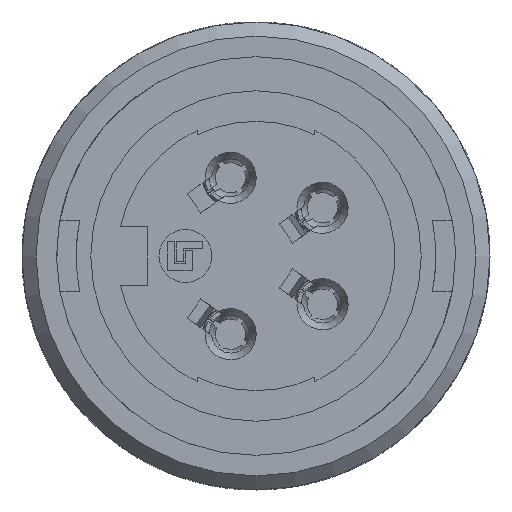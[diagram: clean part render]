
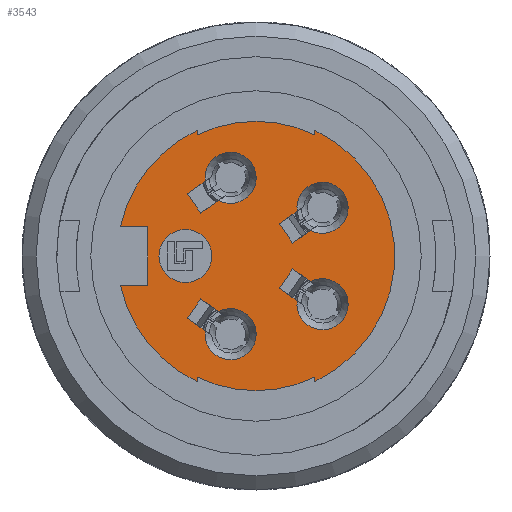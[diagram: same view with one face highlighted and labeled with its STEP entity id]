
A CAD part, left-side view. The second image highlights one B-rep face of the part: STEP entity #3543.
In plain terms, the highlighted planar face has unit normal (-1, 0, 0).
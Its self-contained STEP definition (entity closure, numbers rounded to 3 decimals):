
#607=PLANE('',#13486);
#1316=LINE('',#17435,#2204);
#1336=LINE('',#17553,#2224);
#1367=LINE('',#18112,#2255);
#1996=LINE('',#21156,#2884);
#2000=LINE('',#21166,#2888);
#2002=LINE('',#21170,#2890);
#2006=LINE('',#21180,#2894);
#2049=LINE('',#21273,#2937);
#2055=LINE('',#21291,#2943);
#2056=LINE('',#21293,#2944);
#2062=LINE('',#21308,#2950);
#2065=LINE('',#21314,#2953);
#2074=LINE('',#21344,#2962);
#2075=LINE('',#21346,#2963);
#2077=LINE('',#21356,#2965);
#2081=LINE('',#21367,#2969);
#2083=LINE('',#21377,#2971);
#2086=LINE('',#21383,#2974);
#2088=LINE('',#21387,#2976);
#2204=VECTOR('',#13879,1.);
#2224=VECTOR('',#13925,1.);
#2255=VECTOR('',#14074,1.);
#2884=VECTOR('',#16069,1.);
#2888=VECTOR('',#16079,1.);
#2890=VECTOR('',#16083,1.);
#2894=VECTOR('',#16093,1.);
#2937=VECTOR('',#16174,1.);
#2943=VECTOR('',#16182,1.);
#2944=VECTOR('',#16185,1.);
#2950=VECTOR('',#16193,1.);
#2953=VECTOR('',#16198,1.);
#2962=VECTOR('',#16209,1.);
#2963=VECTOR('',#16212,1.);
#2965=VECTOR('',#16228,1.);
#2969=VECTOR('',#16234,1.);
#2971=VECTOR('',#16250,1.);
#2974=VECTOR('',#16255,1.);
#2976=VECTOR('',#16259,1.);
#3543=ADVANCED_FACE('',(#4353,#4354,#4355,#4356,#4357,#4358),#607,.T.);
#4353=FACE_BOUND('',#4864,.T.);
#4354=FACE_BOUND('',#4865,.T.);
#4355=FACE_BOUND('',#4866,.T.);
#4356=FACE_BOUND('',#4867,.T.);
#4357=FACE_BOUND('',#4868,.T.);
#4358=FACE_BOUND('',#4869,.T.);
#4864=EDGE_LOOP('',(#7777,#7778,#7779,#7780,#7781,#7782,#7783,#7784,#7785,
#7786,#7787,#7788));
#4865=EDGE_LOOP('',(#7789));
#4866=EDGE_LOOP('',(#7790,#7791,#7792,#7793));
#4867=EDGE_LOOP('',(#7794,#7795,#7796,#7797));
#4868=EDGE_LOOP('',(#7798,#7799,#7800,#7801));
#4869=EDGE_LOOP('',(#7802,#7803,#7804,#7805));
#7777=ORIENTED_EDGE('',*,*,#11567,.F.);
#7778=ORIENTED_EDGE('',*,*,#11675,.F.);
#7779=ORIENTED_EDGE('',*,*,#11569,.F.);
#7780=ORIENTED_EDGE('',*,*,#11572,.F.);
#7781=ORIENTED_EDGE('',*,*,#11574,.F.);
#7782=ORIENTED_EDGE('',*,*,#11676,.F.);
#7783=ORIENTED_EDGE('',*,*,#11664,.F.);
#7784=ORIENTED_EDGE('',*,*,#11667,.F.);
#7785=ORIENTED_EDGE('',*,*,#11669,.F.);
#7786=ORIENTED_EDGE('',*,*,#11670,.F.);
#7787=ORIENTED_EDGE('',*,*,#11562,.F.);
#7788=ORIENTED_EDGE('',*,*,#11565,.F.);
#7789=ORIENTED_EDGE('',*,*,#11616,.T.);
#7790=ORIENTED_EDGE('',*,*,#11627,.T.);
#7791=ORIENTED_EDGE('',*,*,#11619,.T.);
#7792=ORIENTED_EDGE('',*,*,#11626,.T.);
#7793=ORIENTED_EDGE('',*,*,#11650,.T.);
#7794=ORIENTED_EDGE('',*,*,#11648,.F.);
#7795=ORIENTED_EDGE('',*,*,#11661,.T.);
#7796=ORIENTED_EDGE('',*,*,#11637,.F.);
#7797=ORIENTED_EDGE('',*,*,#11634,.F.);
#7798=ORIENTED_EDGE('',*,*,#11654,.T.);
#7799=ORIENTED_EDGE('',*,*,#11659,.T.);
#7800=ORIENTED_EDGE('',*,*,#11671,.T.);
#7801=ORIENTED_EDGE('',*,*,#10411,.T.);
#7802=ORIENTED_EDGE('',*,*,#11674,.T.);
#7803=ORIENTED_EDGE('',*,*,#10304,.F.);
#7804=ORIENTED_EDGE('',*,*,#11649,.F.);
#7805=ORIENTED_EDGE('',*,*,#10265,.F.);
#8979=VERTEX_POINT('',#17434);
#8980=VERTEX_POINT('',#17436);
#9017=VERTEX_POINT('',#17552);
#9018=VERTEX_POINT('',#17554);
#9095=VERTEX_POINT('',#18111);
#9096=VERTEX_POINT('',#18113);
#9882=VERTEX_POINT('',#21155);
#9883=VERTEX_POINT('',#21157);
#9884=VERTEX_POINT('',#21161);
#9885=VERTEX_POINT('',#21165);
#9886=VERTEX_POINT('',#21169);
#9887=VERTEX_POINT('',#21171);
#9888=VERTEX_POINT('',#21175);
#9889=VERTEX_POINT('',#21179);
#9919=VERTEX_POINT('',#21267);
#9920=VERTEX_POINT('',#21272);
#9921=VERTEX_POINT('',#21274);
#9924=VERTEX_POINT('',#21290);
#9925=VERTEX_POINT('',#21294);
#9928=VERTEX_POINT('',#21307);
#9929=VERTEX_POINT('',#21309);
#9931=VERTEX_POINT('',#21315);
#9936=VERTEX_POINT('',#21343);
#9937=VERTEX_POINT('',#21355);
#9939=VERTEX_POINT('',#21366);
#9940=VERTEX_POINT('',#21376);
#9941=VERTEX_POINT('',#21378);
#9942=VERTEX_POINT('',#21382);
#9943=VERTEX_POINT('',#21386);
#10265=EDGE_CURVE('',#8979,#8980,#1316,.T.);
#10304=EDGE_CURVE('',#9017,#9018,#1336,.T.);
#10411=EDGE_CURVE('',#9096,#9095,#1367,.T.);
#11562=EDGE_CURVE('',#9882,#9883,#1996,.T.);
#11565=EDGE_CURVE('',#9884,#9882,#12497,.T.);
#11567=EDGE_CURVE('',#9885,#9884,#2000,.T.);
#11569=EDGE_CURVE('',#9886,#9887,#2002,.T.);
#11572=EDGE_CURVE('',#9888,#9886,#12498,.T.);
#11574=EDGE_CURVE('',#9889,#9888,#2006,.T.);
#11616=EDGE_CURVE('',#9919,#9919,#12500,.T.);
#11619=EDGE_CURVE('',#9921,#9920,#2049,.T.);
#11626=EDGE_CURVE('',#9920,#9924,#2055,.T.);
#11627=EDGE_CURVE('',#9925,#9921,#2056,.T.);
#11634=EDGE_CURVE('',#9928,#9929,#2062,.T.);
#11637=EDGE_CURVE('',#9929,#9931,#2065,.T.);
#11648=EDGE_CURVE('',#9936,#9928,#2074,.T.);
#11649=EDGE_CURVE('',#8980,#9017,#2075,.T.);
#11650=EDGE_CURVE('',#9924,#9925,#12501,.T.);
#11654=EDGE_CURVE('',#9095,#9937,#2077,.T.);
#11659=EDGE_CURVE('',#9937,#9939,#2081,.T.);
#11661=EDGE_CURVE('',#9936,#9931,#12505,.T.);
#11664=EDGE_CURVE('',#9940,#9941,#2083,.T.);
#11667=EDGE_CURVE('',#9942,#9940,#2086,.T.);
#11669=EDGE_CURVE('',#9943,#9942,#2088,.T.);
#11670=EDGE_CURVE('',#9883,#9943,#12507,.T.);
#11671=EDGE_CURVE('',#9939,#9096,#12508,.T.);
#11674=EDGE_CURVE('',#8979,#9018,#12511,.T.);
#11675=EDGE_CURVE('',#9887,#9885,#12512,.T.);
#11676=EDGE_CURVE('',#9941,#9889,#12513,.T.);
#12497=CIRCLE('',#13425,5.725);
#12498=CIRCLE('',#13429,5.725);
#12500=CIRCLE('',#13447,1.125);
#12501=CIRCLE('',#13457,1.089);
#12505=CIRCLE('',#13466,1.089);
#12507=CIRCLE('',#13474,5.9);
#12508=CIRCLE('',#13476,1.089);
#12511=CIRCLE('',#13481,1.089);
#12512=CIRCLE('',#13484,5.9);
#12513=CIRCLE('',#13485,5.9);
#13425=AXIS2_PLACEMENT_3D('',#21162,#16074,#16075);
#13429=AXIS2_PLACEMENT_3D('',#21176,#16088,#16089);
#13447=AXIS2_PLACEMENT_3D('',#21266,#16166,#16167);
#13457=AXIS2_PLACEMENT_3D('',#21348,#16215,#16216);
#13466=AXIS2_PLACEMENT_3D('',#21370,#16239,#16240);
#13474=AXIS2_PLACEMENT_3D('',#21389,#16262,#16263);
#13476=AXIS2_PLACEMENT_3D('',#21391,#16266,#16267);
#13481=AXIS2_PLACEMENT_3D('',#21396,#16276,#16277);
#13484=AXIS2_PLACEMENT_3D('',#21399,#16282,#16283);
#13485=AXIS2_PLACEMENT_3D('',#21400,#16284,#16285);
#13486=AXIS2_PLACEMENT_3D('',#21401,#16286,#16287);
#13879=DIRECTION('',(0.,0.819,-0.574));
#13925=DIRECTION('',(0.,-0.819,0.574));
#14074=DIRECTION('',(0.,0.819,0.574));
#16069=DIRECTION('',(0.,0.,-1.));
#16074=DIRECTION('',(1.,0.,0.));
#16075=DIRECTION('',(0.,1.,0.));
#16079=DIRECTION('',(0.,0.,1.));
#16083=DIRECTION('',(0.,0.,1.));
#16088=DIRECTION('',(1.,0.,0.));
#16089=DIRECTION('',(0.,-1.,0.));
#16093=DIRECTION('',(0.,0.,-1.));
#16166=DIRECTION('',(1.,0.,0.));
#16167=DIRECTION('',(0.,0.,-1.));
#16174=DIRECTION('',(0.,0.574,0.819));
#16182=DIRECTION('',(0.,-0.819,0.574));
#16185=DIRECTION('',(0.,0.819,-0.574));
#16193=DIRECTION('',(0.,0.574,-0.819));
#16198=DIRECTION('',(0.,-0.819,-0.574));
#16209=DIRECTION('',(0.,0.819,0.574));
#16212=DIRECTION('',(0.,-0.574,-0.819));
#16215=DIRECTION('',(1.,0.,0.));
#16216=DIRECTION('',(0.,0.,1.));
#16228=DIRECTION('',(0.,-0.574,0.819));
#16234=DIRECTION('',(0.,-0.819,-0.574));
#16239=DIRECTION('',(1.,0.,0.));
#16240=DIRECTION('',(0.,0.,1.));
#16250=DIRECTION('',(0.,1.,0.));
#16255=DIRECTION('',(0.,0.,1.));
#16259=DIRECTION('',(0.,-1.,0.));
#16262=DIRECTION('',(1.,0.,0.));
#16263=DIRECTION('',(0.,0.,-1.));
#16266=DIRECTION('',(1.,0.,0.));
#16267=DIRECTION('',(0.,0.,1.));
#16276=DIRECTION('',(1.,0.,0.));
#16277=DIRECTION('',(0.,0.,1.));
#16282=DIRECTION('',(1.,0.,0.));
#16283=DIRECTION('',(0.,0.,-1.));
#16284=DIRECTION('',(1.,0.,0.));
#16285=DIRECTION('',(0.,0.,-1.));
#16286=DIRECTION('',(-1.,0.,0.));
#16287=DIRECTION('',(0.,0.,1.));
#17434=CARTESIAN_POINT('',(0.,-1.751,1.905));
#17435=CARTESIAN_POINT('',(0.,-2.032,2.101));
#17436=CARTESIAN_POINT('',(0.,-0.987,1.37));
#17552=CARTESIAN_POINT('',(0.,-1.56,0.551));
#17553=CARTESIAN_POINT('',(0.,-1.56,0.551));
#17554=CARTESIAN_POINT('',(0.,-2.325,1.086));
#18111=CARTESIAN_POINT('',(0.,-0.987,-1.37));
#18112=CARTESIAN_POINT('',(0.,-2.032,-2.101));
#18113=CARTESIAN_POINT('',(0.,-1.751,-1.905));
#21155=CARTESIAN_POINT('',(0.,2.5,-5.15));
#21156=CARTESIAN_POINT('',(0.,2.5,-5.15));
#21157=CARTESIAN_POINT('',(0.,2.5,-5.344));
#21161=CARTESIAN_POINT('',(0.,-2.5,-5.15));
#21162=CARTESIAN_POINT('',(0.,0.,0.));
#21165=CARTESIAN_POINT('',(0.,-2.5,-5.344));
#21166=CARTESIAN_POINT('',(0.,-2.5,-5.864));
#21169=CARTESIAN_POINT('',(0.,-2.5,5.15));
#21170=CARTESIAN_POINT('',(0.,-2.5,5.15));
#21171=CARTESIAN_POINT('',(0.,-2.5,5.344));
#21175=CARTESIAN_POINT('',(0.,2.5,5.15));
#21176=CARTESIAN_POINT('',(0.,0.,0.));
#21179=CARTESIAN_POINT('',(0.,2.5,5.344));
#21180=CARTESIAN_POINT('',(0.,2.5,5.864));
#21266=CARTESIAN_POINT('',(0.,3.,0.));
#21267=CARTESIAN_POINT('',(0.,3.,-1.125));
#21272=CARTESIAN_POINT('',(0.,2.923,2.645));
#21273=CARTESIAN_POINT('',(0.,2.35,1.826));
#21274=CARTESIAN_POINT('',(0.,2.35,1.826));
#21290=CARTESIAN_POINT('',(0.,2.159,3.18));
#21291=CARTESIAN_POINT('',(0.,2.923,2.645));
#21293=CARTESIAN_POINT('',(0.,1.305,2.557));
#21294=CARTESIAN_POINT('',(0.,1.585,2.361));
#21307=CARTESIAN_POINT('',(0.,2.35,-1.826));
#21308=CARTESIAN_POINT('',(0.,2.35,-1.826));
#21309=CARTESIAN_POINT('',(0.,2.923,-2.645));
#21314=CARTESIAN_POINT('',(0.,2.923,-2.645));
#21315=CARTESIAN_POINT('',(0.,2.159,-3.18));
#21343=CARTESIAN_POINT('',(0.,1.585,-2.361));
#21344=CARTESIAN_POINT('',(0.,1.305,-2.557));
#21346=CARTESIAN_POINT('',(0.,-0.987,1.37));
#21348=CARTESIAN_POINT('',(0.,1.08,3.325));
#21355=CARTESIAN_POINT('',(0.,-1.56,-0.551));
#21356=CARTESIAN_POINT('',(0.,-0.987,-1.37));
#21366=CARTESIAN_POINT('',(0.,-2.325,-1.086));
#21367=CARTESIAN_POINT('',(0.,-1.56,-0.551));
#21370=CARTESIAN_POINT('',(0.,1.08,-3.325));
#21376=CARTESIAN_POINT('',(0.,4.6,1.25));
#21377=CARTESIAN_POINT('',(0.,4.6,1.25));
#21378=CARTESIAN_POINT('',(0.,5.766,1.25));
#21382=CARTESIAN_POINT('',(0.,4.6,-1.25));
#21383=CARTESIAN_POINT('',(0.,4.6,-1.25));
#21386=CARTESIAN_POINT('',(0.,5.766,-1.25));
#21387=CARTESIAN_POINT('',(0.,6.251,-1.25));
#21389=CARTESIAN_POINT('',(0.,0.,0.));
#21391=CARTESIAN_POINT('',(0.,-2.83,-2.05));
#21396=CARTESIAN_POINT('',(0.,-2.83,2.05));
#21399=CARTESIAN_POINT('',(0.,0.,0.));
#21400=CARTESIAN_POINT('',(0.,0.,0.));
#21401=CARTESIAN_POINT('',(0.,0.,0.));
